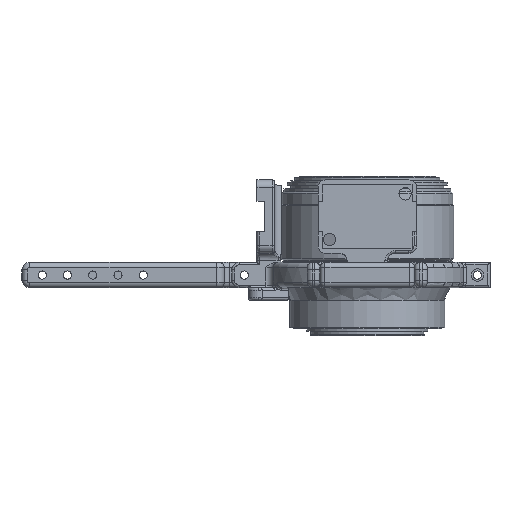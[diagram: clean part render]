
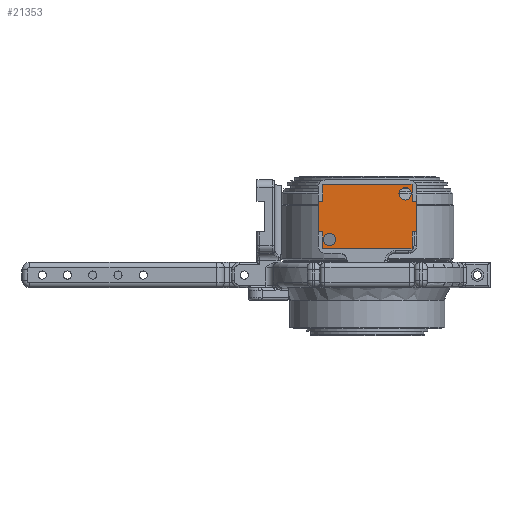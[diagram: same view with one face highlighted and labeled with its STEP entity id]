
A CAD part, left-side view. The second image highlights one B-rep face of the part: STEP entity #21353.
In plain terms, the highlighted planar face has unit normal (-1, 0, 0).
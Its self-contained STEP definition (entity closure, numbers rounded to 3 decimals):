
#270 = LINE ( 'NONE', #17426, #12619 ) ;
#453 = VERTEX_POINT ( 'NONE', #23941 ) ;
#786 = VERTEX_POINT ( 'NONE', #12233 ) ;
#919 = DIRECTION ( 'NONE',  ( 0., 0., 1. ) ) ;
#1000 = ORIENTED_EDGE ( 'NONE', *, *, #21197, .T. ) ;
#1186 = LINE ( 'NONE', #5224, #10871 ) ;
#1541 = VERTEX_POINT ( 'NONE', #13169 ) ;
#1546 = ORIENTED_EDGE ( 'NONE', *, *, #5678, .T. ) ;
#1567 = DIRECTION ( 'NONE',  ( 0., 0., -1. ) ) ;
#3057 = CARTESIAN_POINT ( 'NONE',  ( -40.65, 19.5, 41.129 ) ) ;
#3372 = CARTESIAN_POINT ( 'NONE',  ( -40.65, 15., 38.115 ) ) ;
#3374 = DIRECTION ( 'NONE',  ( -1., 0., 0. ) ) ;
#3543 = CARTESIAN_POINT ( 'NONE',  ( -40.65, 17.7, 34.429 ) ) ;
#3647 = PLANE ( 'NONE',  #19711 ) ;
#3808 = VECTOR ( 'NONE', #10827, 1000. ) ;
#3932 = ORIENTED_EDGE ( 'NONE', *, *, #22795, .F. ) ;
#4082 = VECTOR ( 'NONE', #22221, 1000. ) ;
#4305 = CARTESIAN_POINT ( 'NONE',  ( -40.65, -17.7, 34.429 ) ) ;
#4329 = CARTESIAN_POINT ( 'NONE',  ( -40.65, 17.7, 53.129 ) ) ;
#4460 = EDGE_CURVE ( 'NONE', #5202, #15087, #23401, .T. ) ;
#4544 = CARTESIAN_POINT ( 'NONE',  ( -40.65, 19.5, 41.129 ) ) ;
#4551 = LINE ( 'NONE', #14884, #3808 ) ;
#4559 = CIRCLE ( 'NONE', #10370, 2.45 ) ;
#4629 = VERTEX_POINT ( 'NONE', #13645 ) ;
#5202 = VERTEX_POINT ( 'NONE', #8162 ) ;
#5224 = CARTESIAN_POINT ( 'NONE',  ( -40.65, -17.7, 34.429 ) ) ;
#5280 = LINE ( 'NONE', #3057, #7113 ) ;
#5434 = ORIENTED_EDGE ( 'NONE', *, *, #27157, .T. ) ;
#5621 = DIRECTION ( 'NONE',  ( 0., 1., 0. ) ) ;
#5678 = EDGE_CURVE ( 'NONE', #8135, #786, #25218, .T. ) ;
#5862 = FACE_BOUND ( 'NONE', #26284, .T. ) ;
#6010 = CARTESIAN_POINT ( 'NONE',  ( -40.65, -15., 56.142 ) ) ;
#6116 = CARTESIAN_POINT ( 'NONE',  ( -40.65, 19.5, 41.129 ) ) ;
#6172 = VECTOR ( 'NONE', #23221, 1000. ) ;
#6365 = ORIENTED_EDGE ( 'NONE', *, *, #4460, .F. ) ;
#6403 = CARTESIAN_POINT ( 'NONE',  ( -40.65, -17.7, 53.129 ) ) ;
#6467 = ORIENTED_EDGE ( 'NONE', *, *, #8409, .T. ) ;
#6700 = DIRECTION ( 'NONE',  ( 0., 1., 0. ) ) ;
#6870 = CARTESIAN_POINT ( 'NONE',  ( -40.65, 17.7, 34.429 ) ) ;
#6957 = CARTESIAN_POINT ( 'NONE',  ( -40.65, -19.5, 41.129 ) ) ;
#7113 = VECTOR ( 'NONE', #22315, 1000. ) ;
#7307 = VECTOR ( 'NONE', #23436, 1000. ) ;
#7556 = FACE_BOUND ( 'NONE', #17938, .T. ) ;
#7987 = VERTEX_POINT ( 'NONE', #26625 ) ;
#8135 = VERTEX_POINT ( 'NONE', #25555 ) ;
#8162 = CARTESIAN_POINT ( 'NONE',  ( -40.65, 19.5, 53.129 ) ) ;
#8250 = EDGE_CURVE ( 'NONE', #23751, #453, #13721, .T. ) ;
#8351 = VERTEX_POINT ( 'NONE', #27208 ) ;
#8409 = EDGE_CURVE ( 'NONE', #8351, #4629, #12550, .T. ) ;
#8577 = CIRCLE ( 'NONE', #21041, 2.45 ) ;
#8982 = DIRECTION ( 'NONE',  ( 1., 0., 0. ) ) ;
#9420 = CARTESIAN_POINT ( 'NONE',  ( -40.65, -19.5, 53.129 ) ) ;
#9661 = FACE_OUTER_BOUND ( 'NONE', #18929, .T. ) ;
#9698 = ORIENTED_EDGE ( 'NONE', *, *, #25489, .T. ) ;
#9798 = DIRECTION ( 'NONE',  ( 0., 0., -1. ) ) ;
#9973 = ORIENTED_EDGE ( 'NONE', *, *, #26499, .T. ) ;
#10046 = ORIENTED_EDGE ( 'NONE', *, *, #20991, .T. ) ;
#10235 = ORIENTED_EDGE ( 'NONE', *, *, #16312, .T. ) ;
#10370 = AXIS2_PLACEMENT_3D ( 'NONE', #6010, #20965, #12599 ) ;
#10557 = VECTOR ( 'NONE', #14506, 1000. ) ;
#10798 = EDGE_CURVE ( 'NONE', #4629, #8351, #4559, .T. ) ;
#10827 = DIRECTION ( 'NONE',  ( 0., 1., 0. ) ) ;
#10871 = VECTOR ( 'NONE', #919, 1000. ) ;
#12233 = CARTESIAN_POINT ( 'NONE',  ( -40.65, -19.5, 41.129 ) ) ;
#12550 = CIRCLE ( 'NONE', #21458, 2.45 ) ;
#12599 = DIRECTION ( 'NONE',  ( 0., 0., -1. ) ) ;
#12619 = VECTOR ( 'NONE', #13241, 1000. ) ;
#13121 = DIRECTION ( 'NONE',  ( 0., 0., 1. ) ) ;
#13169 = CARTESIAN_POINT ( 'NONE',  ( -40.65, 17.7, 59.829 ) ) ;
#13241 = DIRECTION ( 'NONE',  ( 0., 0., 1. ) ) ;
#13272 = LINE ( 'NONE', #26207, #21528 ) ;
#13645 = CARTESIAN_POINT ( 'NONE',  ( -40.65, -15., 53.692 ) ) ;
#13696 = VERTEX_POINT ( 'NONE', #23320 ) ;
#13721 = LINE ( 'NONE', #6870, #4082 ) ;
#14274 = CARTESIAN_POINT ( 'NONE',  ( -40.65, -15., 56.142 ) ) ;
#14364 = CARTESIAN_POINT ( 'NONE',  ( -40.65, -17.7, 59.829 ) ) ;
#14506 = DIRECTION ( 'NONE',  ( 0., -1., 0. ) ) ;
#14733 = CARTESIAN_POINT ( 'NONE',  ( -40.65, -17.7, 34.429 ) ) ;
#14884 = CARTESIAN_POINT ( 'NONE',  ( -40.65, 17.7, 59.829 ) ) ;
#15087 = VERTEX_POINT ( 'NONE', #4329 ) ;
#15100 = EDGE_CURVE ( 'NONE', #786, #26713, #26053, .T. ) ;
#15613 = ORIENTED_EDGE ( 'NONE', *, *, #22036, .F. ) ;
#15692 = VECTOR ( 'NONE', #5621, 1000. ) ;
#15703 = VERTEX_POINT ( 'NONE', #6403 ) ;
#16312 = EDGE_CURVE ( 'NONE', #20738, #8135, #16819, .T. ) ;
#16819 = LINE ( 'NONE', #14733, #6172 ) ;
#17044 = LINE ( 'NONE', #21642, #7307 ) ;
#17426 = CARTESIAN_POINT ( 'NONE',  ( -40.65, 17.7, 34.429 ) ) ;
#17588 = VERTEX_POINT ( 'NONE', #4544 ) ;
#17667 = ORIENTED_EDGE ( 'NONE', *, *, #15100, .T. ) ;
#17938 = EDGE_LOOP ( 'NONE', ( #6467, #25476 ) ) ;
#18359 = LINE ( 'NONE', #26830, #15692 ) ;
#18929 = EDGE_LOOP ( 'NONE', ( #10046, #25232, #9973, #15613, #6365, #3932, #19589, #23245, #9698, #10235, #1546, #17667 ) ) ;
#18971 = DIRECTION ( 'NONE',  ( 0., -1., 0. ) ) ;
#19589 = ORIENTED_EDGE ( 'NONE', *, *, #21584, .F. ) ;
#19711 = AXIS2_PLACEMENT_3D ( 'NONE', #22493, #3374, #9798 ) ;
#19850 = CARTESIAN_POINT ( 'NONE',  ( -40.65, 15., 38.115 ) ) ;
#20399 = DIRECTION ( 'NONE',  ( 1., 0., 0. ) ) ;
#20675 = DIRECTION ( 'NONE',  ( 1., 0., 0. ) ) ;
#20720 = VERTEX_POINT ( 'NONE', #14364 ) ;
#20738 = VERTEX_POINT ( 'NONE', #4305 ) ;
#20965 = DIRECTION ( 'NONE',  ( 1., 0., 0. ) ) ;
#20991 = EDGE_CURVE ( 'NONE', #26713, #15703, #18359, .T. ) ;
#21041 = AXIS2_PLACEMENT_3D ( 'NONE', #19850, #8982, #21809 ) ;
#21197 = EDGE_CURVE ( 'NONE', #13696, #7987, #8577, .T. ) ;
#21353 = ADVANCED_FACE ( 'NONE', ( #7556, #5862, #9661 ), #3647, .T. ) ;
#21458 = AXIS2_PLACEMENT_3D ( 'NONE', #14274, #20675, #1567 ) ;
#21528 = VECTOR ( 'NONE', #6700, 1000. ) ;
#21584 = EDGE_CURVE ( 'NONE', #453, #17588, #13272, .T. ) ;
#21642 = CARTESIAN_POINT ( 'NONE',  ( -40.65, 17.7, 34.429 ) ) ;
#21809 = DIRECTION ( 'NONE',  ( 0., 0., -1. ) ) ;
#22036 = EDGE_CURVE ( 'NONE', #15087, #1541, #270, .T. ) ;
#22221 = DIRECTION ( 'NONE',  ( 0., 0., 1. ) ) ;
#22315 = DIRECTION ( 'NONE',  ( 0., 0., 1. ) ) ;
#22493 = CARTESIAN_POINT ( 'NONE',  ( -40.65, 0., 0. ) ) ;
#22795 = EDGE_CURVE ( 'NONE', #17588, #5202, #5280, .T. ) ;
#22989 = CARTESIAN_POINT ( 'NONE',  ( -40.65, -19.5, 53.129 ) ) ;
#23221 = DIRECTION ( 'NONE',  ( 0., 0., 1. ) ) ;
#23245 = ORIENTED_EDGE ( 'NONE', *, *, #8250, .F. ) ;
#23320 = CARTESIAN_POINT ( 'NONE',  ( -40.65, 15., 35.665 ) ) ;
#23401 = LINE ( 'NONE', #22989, #10557 ) ;
#23413 = AXIS2_PLACEMENT_3D ( 'NONE', #3372, #20399, #26791 ) ;
#23436 = DIRECTION ( 'NONE',  ( 0., -1., 0. ) ) ;
#23751 = VERTEX_POINT ( 'NONE', #3543 ) ;
#23872 = CIRCLE ( 'NONE', #23413, 2.45 ) ;
#23941 = CARTESIAN_POINT ( 'NONE',  ( -40.65, 17.7, 41.129 ) ) ;
#24836 = EDGE_CURVE ( 'NONE', #15703, #20720, #1186, .T. ) ;
#25218 = LINE ( 'NONE', #6116, #27458 ) ;
#25232 = ORIENTED_EDGE ( 'NONE', *, *, #24836, .T. ) ;
#25476 = ORIENTED_EDGE ( 'NONE', *, *, #10798, .T. ) ;
#25489 = EDGE_CURVE ( 'NONE', #23751, #20738, #17044, .T. ) ;
#25555 = CARTESIAN_POINT ( 'NONE',  ( -40.65, -17.7, 41.129 ) ) ;
#26053 = LINE ( 'NONE', #6957, #26667 ) ;
#26207 = CARTESIAN_POINT ( 'NONE',  ( -40.65, -19.5, 41.129 ) ) ;
#26284 = EDGE_LOOP ( 'NONE', ( #5434, #1000 ) ) ;
#26499 = EDGE_CURVE ( 'NONE', #20720, #1541, #4551, .T. ) ;
#26625 = CARTESIAN_POINT ( 'NONE',  ( -40.65, 15., 40.565 ) ) ;
#26667 = VECTOR ( 'NONE', #13121, 1000. ) ;
#26713 = VERTEX_POINT ( 'NONE', #9420 ) ;
#26791 = DIRECTION ( 'NONE',  ( 0., 0., -1. ) ) ;
#26830 = CARTESIAN_POINT ( 'NONE',  ( -40.65, 19.5, 53.129 ) ) ;
#27157 = EDGE_CURVE ( 'NONE', #7987, #13696, #23872, .T. ) ;
#27208 = CARTESIAN_POINT ( 'NONE',  ( -40.65, -15., 58.592 ) ) ;
#27458 = VECTOR ( 'NONE', #18971, 1000. ) ;
